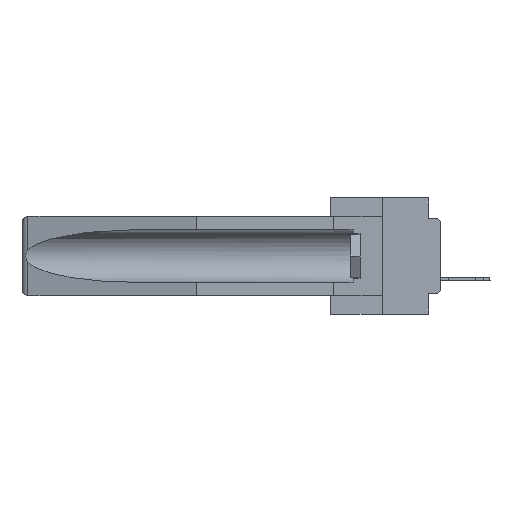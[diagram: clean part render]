
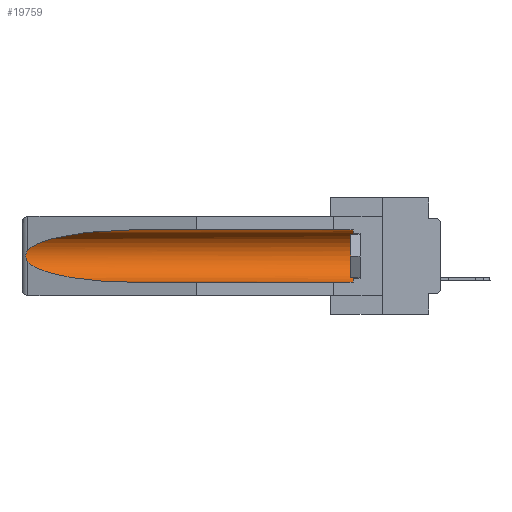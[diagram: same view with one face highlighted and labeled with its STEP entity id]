
A CAD part, left-side view. The second image highlights one B-rep face of the part: STEP entity #19759.
In plain terms, the highlighted cylindrical face has radius 2.857 mm (diameter 5.715 mm), a partial arc.
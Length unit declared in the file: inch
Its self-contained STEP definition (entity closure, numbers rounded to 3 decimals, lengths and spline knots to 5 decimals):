
#262 = DIRECTION ( 'NONE',  ( 0., 0., 1. ) ) ;
#356 = CARTESIAN_POINT ( 'NONE',  ( 0.155, -0.30754, -0.284 ) ) ;
#379 =( BOUNDED_CURVE ( )  B_SPLINE_CURVE ( 3, ( #22866, #18903, #16881, #19013 ),
 .UNSPECIFIED., .F., .F. ) 
 B_SPLINE_CURVE_WITH_KNOTS ( ( 4, 4 ),
 ( 4.71239, 6.08839 ),
 .UNSPECIFIED. ) 
 CURVE ( )  GEOMETRIC_REPRESENTATION_ITEM ( )  RATIONAL_B_SPLINE_CURVE ( ( 1., 0.848, 0.848, 1. ) ) 
 REPRESENTATION_ITEM ( '' )  );
#744 = VERTEX_POINT ( 'NONE', #5664 ) ;
#1175 = VERTEX_POINT ( 'NONE', #5839 ) ;
#1721 = EDGE_CURVE ( 'NONE', #34643, #25478, #30983, .T. ) ;
#2346 = EDGE_CURVE ( 'NONE', #1175, #21164, #20063, .T. ) ;
#3189 = ORIENTED_EDGE ( 'NONE', *, *, #2346, .T. ) ;
#3998 = ORIENTED_EDGE ( 'NONE', *, *, #16478, .F. ) ;
#5664 = CARTESIAN_POINT ( 'NONE',  ( 0.155, 0.126, -0.284 ) ) ;
#5839 = CARTESIAN_POINT ( 'NONE',  ( 0.155, 0.126, -0.059 ) ) ;
#7389 = ORIENTED_EDGE ( 'NONE', *, *, #13391, .T. ) ;
#7967 = CARTESIAN_POINT ( 'NONE',  ( 0.155, 1.07973, -0.284 ) ) ;
#9471 = DIRECTION ( 'NONE',  ( 0., 1., 0. ) ) ;
#9890 = CARTESIAN_POINT ( 'NONE',  ( 0.26537, 1.52718, -0.19328 ) ) ;
#10626 = CARTESIAN_POINT ( 'NONE',  ( 0.25451, 1.48313, -0.24835 ) ) ;
#10657 =( BOUNDED_CURVE ( )  B_SPLINE_CURVE ( 3, ( #25143, #10626, #16582, #7967 ),
 .UNSPECIFIED., .F., .F. ) 
 B_SPLINE_CURVE_WITH_KNOTS ( ( 4, 4 ),
 ( 0.1948, 1.5708 ),
 .UNSPECIFIED. ) 
 CURVE ( )  GEOMETRIC_REPRESENTATION_ITEM ( )  RATIONAL_B_SPLINE_CURVE ( ( 1., 0.848, 0.848, 1. ) ) 
 REPRESENTATION_ITEM ( '' )  );
#12039 = AXIS2_PLACEMENT_3D ( 'NONE', #18475, #33814, #16316 ) ;
#12060 = CIRCLE ( 'NONE', #12039, 0.1125 ) ;
#12819 = CARTESIAN_POINT ( 'NONE',  ( 0.26537, 1.52718, -0.14972 ) ) ;
#13391 = EDGE_CURVE ( 'NONE', #21164, #34643, #379, .T. ) ;
#14691 = EDGE_LOOP ( 'NONE', ( #7389, #33135, #34202, #3998, #37041, #3189 ) ) ;
#14739 = DIRECTION ( 'NONE',  ( 0., 1., 0. ) ) ;
#15202 = CARTESIAN_POINT ( 'NONE',  ( 0.26597, 1.5296, -0.19026 ) ) ;
#15240 = CARTESIAN_POINT ( 'NONE',  ( 0.155, 1.07973, -0.284 ) ) ;
#15332 = CARTESIAN_POINT ( 'NONE',  ( 0.26654, 1.53092, -0.15636 ) ) ;
#15448 = CARTESIAN_POINT ( 'NONE',  ( 0.2675, 1.53308, -0.16763 ) ) ;
#16316 = DIRECTION ( 'NONE',  ( 0., 0., 1. ) ) ;
#16478 = EDGE_CURVE ( 'NONE', #744, #18361, #22921, .T. ) ;
#16582 = CARTESIAN_POINT ( 'NONE',  ( 0.21114, 1.30732, -0.284 ) ) ;
#16881 = CARTESIAN_POINT ( 'NONE',  ( 0.25451, 1.48313, -0.09465 ) ) ;
#18361 = VERTEX_POINT ( 'NONE', #15240 ) ;
#18475 = CARTESIAN_POINT ( 'NONE',  ( 0.155, 0.126, -0.1715 ) ) ;
#18903 = CARTESIAN_POINT ( 'NONE',  ( 0.21114, 1.30732, -0.059 ) ) ;
#19013 = CARTESIAN_POINT ( 'NONE',  ( 0.26537, 1.52718, -0.14972 ) ) ;
#19759 = ADVANCED_FACE ( 'NONE', ( #25921 ), #30027, .F. ) ;
#19987 = CARTESIAN_POINT ( 'NONE',  ( 0.155, -0.30754, -0.1715 ) ) ;
#20063 = LINE ( 'NONE', #26901, #31040 ) ;
#20165 = VECTOR ( 'NONE', #14739, 39.37008 ) ;
#20928 = CARTESIAN_POINT ( 'NONE',  ( 0.2673, 1.5327, -0.16383 ) ) ;
#21164 = VERTEX_POINT ( 'NONE', #24640 ) ;
#22866 = CARTESIAN_POINT ( 'NONE',  ( 0.155, 1.07973, -0.059 ) ) ;
#22921 = LINE ( 'NONE', #356, #20165 ) ;
#23902 = CARTESIAN_POINT ( 'NONE',  ( 0.2673, 1.53269, -0.17917 ) ) ;
#24044 = EDGE_CURVE ( 'NONE', #744, #1175, #12060, .T. ) ;
#24145 = CARTESIAN_POINT ( 'NONE',  ( 0.2675, 1.53308, -0.17534 ) ) ;
#24640 = CARTESIAN_POINT ( 'NONE',  ( 0.155, 1.07973, -0.059 ) ) ;
#25143 = CARTESIAN_POINT ( 'NONE',  ( 0.26537, 1.52718, -0.19328 ) ) ;
#25478 = VERTEX_POINT ( 'NONE', #35372 ) ;
#25921 = FACE_OUTER_BOUND ( 'NONE', #14691, .T. ) ;
#26145 = DIRECTION ( 'NONE',  ( 0., 1., 0. ) ) ;
#26901 = CARTESIAN_POINT ( 'NONE',  ( 0.155, -0.30754, -0.059 ) ) ;
#30027 = CYLINDRICAL_SURFACE ( 'NONE', #30750, 0.1125 ) ;
#30750 = AXIS2_PLACEMENT_3D ( 'NONE', #19987, #26145, #262 ) ;
#30983 = B_SPLINE_CURVE_WITH_KNOTS ( 'NONE', 3,
 ( #12819, #32828, #15332, #20928, #15448, #24145, #23902, #36006, #15202, #9890 ),
 .UNSPECIFIED., .F., .F.,
 ( 4, 2, 2, 2, 4 ),
 ( 0., 0.00029, 0.00058, 0.00087, 0.00117 ),
 .UNSPECIFIED. ) ;
#31040 = VECTOR ( 'NONE', #9471, 39.37008 ) ;
#31439 = CARTESIAN_POINT ( 'NONE',  ( 0.26537, 1.52718, -0.14972 ) ) ;
#32828 = CARTESIAN_POINT ( 'NONE',  ( 0.26597, 1.52961, -0.15275 ) ) ;
#33135 = ORIENTED_EDGE ( 'NONE', *, *, #1721, .T. ) ;
#33814 = DIRECTION ( 'NONE',  ( 0., -1., 0. ) ) ;
#34202 = ORIENTED_EDGE ( 'NONE', *, *, #36423, .T. ) ;
#34643 = VERTEX_POINT ( 'NONE', #31439 ) ;
#35372 = CARTESIAN_POINT ( 'NONE',  ( 0.26537, 1.52718, -0.19328 ) ) ;
#36006 = CARTESIAN_POINT ( 'NONE',  ( 0.26655, 1.53094, -0.18657 ) ) ;
#36423 = EDGE_CURVE ( 'NONE', #25478, #18361, #10657, .T. ) ;
#37041 = ORIENTED_EDGE ( 'NONE', *, *, #24044, .T. ) ;
